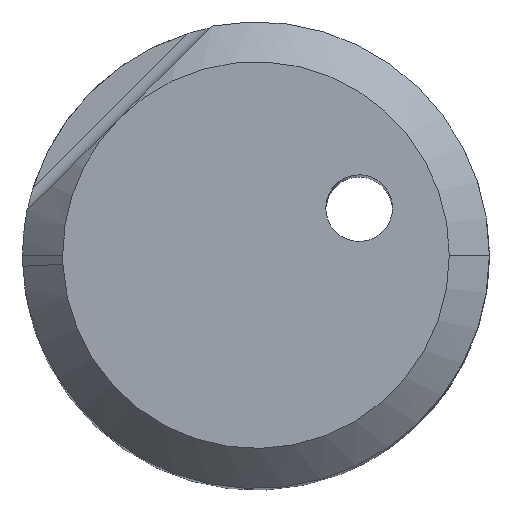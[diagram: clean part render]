
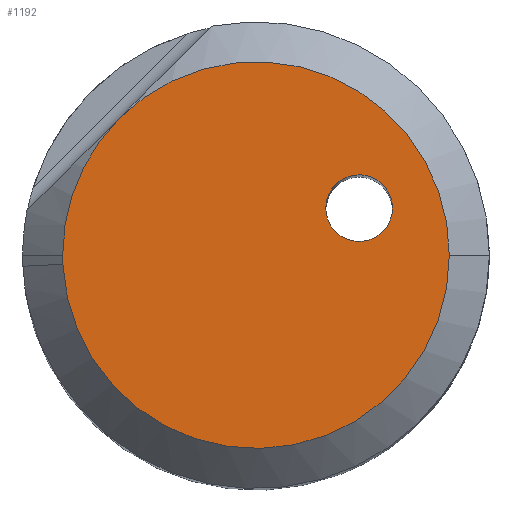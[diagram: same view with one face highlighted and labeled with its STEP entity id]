
A CAD part, top view. The second image highlights one B-rep face of the part: STEP entity #1192.
In plain terms, the highlighted planar face has unit normal (0, 0, 1).
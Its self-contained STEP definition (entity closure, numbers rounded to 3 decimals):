
#580=AXIS2_PLACEMENT_3D('Circle Axis2P3D',#578,#579,$) ;
#1152=AXIS2_PLACEMENT_3D('Plane Axis2P3D',#1149,#1150,#1151) ;
#1156=AXIS2_PLACEMENT_3D('Circle Axis2P3D',#1154,#1155,$) ;
#1165=AXIS2_PLACEMENT_3D('Circle Axis2P3D',#1163,#1164,$) ;
#1172=AXIS2_PLACEMENT_3D('Circle Axis2P3D',#1170,#1171,$) ;
#1179=AXIS2_PLACEMENT_3D('Circle Axis2P3D',#1177,#1178,$) ;
#575=CARTESIAN_POINT('Vertex',(1.06,0.817,0.)) ;
#578=CARTESIAN_POINT('Axis2P3D Location',(1.547,0.705,0.)) ;
#582=CARTESIAN_POINT('Vertex',(2.034,0.593,0.)) ;
#1131=CARTESIAN_POINT('Control Point',(1.06,0.817,0.)) ;
#1132=CARTESIAN_POINT('Control Point',(1.095,0.97,0.)) ;
#1133=CARTESIAN_POINT('Control Point',(1.19,1.109,0.)) ;
#1134=CARTESIAN_POINT('Control Point',(1.339,1.203,0.)) ;
#1135=CARTESIAN_POINT('Control Point',(1.673,1.252,0.)) ;
#1136=CARTESIAN_POINT('Control Point',(1.951,1.062,0.)) ;
#1137=CARTESIAN_POINT('Control Point',(2.044,0.913,0.)) ;
#1138=CARTESIAN_POINT('Control Point',(2.069,0.746,0.)) ;
#1139=CARTESIAN_POINT('Control Point',(2.034,0.593,0.)) ;
#1149=CARTESIAN_POINT('Axis2P3D Location',(0.,0.,0.)) ;
#1154=CARTESIAN_POINT('Axis2P3D Location',(0.,0.,0.)) ;
#1158=CARTESIAN_POINT('Vertex',(-2.051,2.051,0.)) ;
#1160=CARTESIAN_POINT('Vertex',(2.9,0.,0.)) ;
#1163=CARTESIAN_POINT('Axis2P3D Location',(0.,0.,0.)) ;
#1167=CARTESIAN_POINT('Vertex',(-2.9,0.,0.)) ;
#1170=CARTESIAN_POINT('Axis2P3D Location',(0.,0.,0.)) ;
#1174=CARTESIAN_POINT('Vertex',(-2.897,-0.137,0.)) ;
#1177=CARTESIAN_POINT('Axis2P3D Location',(0.,0.,0.)) ;
#579=DIRECTION('Axis2P3D Direction',(0.,0.,-1.)) ;
#1150=DIRECTION('Axis2P3D Direction',(0.,0.,-1.)) ;
#1151=DIRECTION('Axis2P3D XDirection',(-1.,0.,0.)) ;
#1155=DIRECTION('Axis2P3D Direction',(0.,0.,-1.)) ;
#1164=DIRECTION('Axis2P3D Direction',(0.,0.,-1.)) ;
#1171=DIRECTION('Axis2P3D Direction',(0.,0.,-1.)) ;
#1178=DIRECTION('Axis2P3D Direction',(0.,0.,-1.)) ;
#1183=ORIENTED_EDGE('',*,*,#1162,.F.) ;
#1184=ORIENTED_EDGE('',*,*,#1169,.F.) ;
#1185=ORIENTED_EDGE('',*,*,#1176,.F.) ;
#1186=ORIENTED_EDGE('',*,*,#1181,.F.) ;
#1189=ORIENTED_EDGE('',*,*,#1140,.T.) ;
#1190=ORIENTED_EDGE('',*,*,#584,.T.) ;
#1191=FACE_BOUND('',#1188,.T.) ;
#1192=ADVANCED_FACE('NOCUT',(#1187,#1191),#1153,.F.) ;
#1130=B_SPLINE_CURVE_WITH_KNOTS('',5,(#1131,#1132,#1133,#1134,#1135,#1136,#1137,#1138,#1139),.UNSPECIFIED.,.F.,.U.,(6,3,6),(-0.785,0.,0.785),.UNSPECIFIED.) ;
#581=CIRCLE('generated circle',#580,0.5) ;
#1157=CIRCLE('generated circle',#1156,2.9) ;
#1166=CIRCLE('generated circle',#1165,2.9) ;
#1173=CIRCLE('generated circle',#1172,2.9) ;
#1180=CIRCLE('generated circle',#1179,2.9) ;
#584=EDGE_CURVE('',#583,#576,#581,.T.) ;
#1140=EDGE_CURVE('',#576,#583,#1130,.T.) ;
#1162=EDGE_CURVE('',#1159,#1161,#1157,.T.) ;
#1169=EDGE_CURVE('',#1168,#1159,#1166,.T.) ;
#1176=EDGE_CURVE('',#1175,#1168,#1173,.T.) ;
#1181=EDGE_CURVE('',#1161,#1175,#1180,.T.) ;
#1182=EDGE_LOOP('',(#1183,#1184,#1185,#1186)) ;
#1188=EDGE_LOOP('',(#1189,#1190)) ;
#1187=FACE_OUTER_BOUND('',#1182,.T.) ;
#1153=PLANE('',#1152) ;
#576=VERTEX_POINT('',#575) ;
#583=VERTEX_POINT('',#582) ;
#1159=VERTEX_POINT('',#1158) ;
#1161=VERTEX_POINT('',#1160) ;
#1168=VERTEX_POINT('',#1167) ;
#1175=VERTEX_POINT('',#1174) ;
